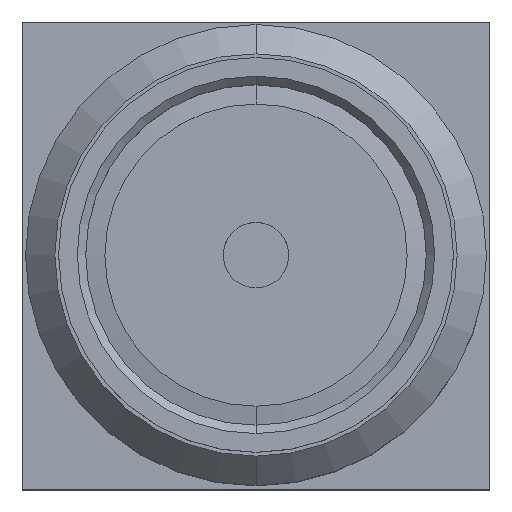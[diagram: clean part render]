
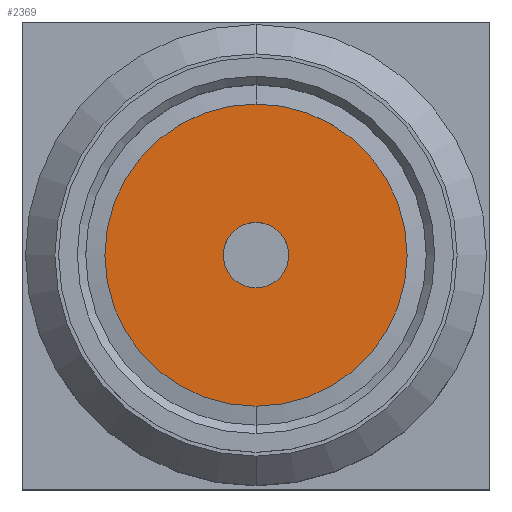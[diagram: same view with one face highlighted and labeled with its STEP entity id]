
A CAD part, top view. The second image highlights one B-rep face of the part: STEP entity #2369.
In plain terms, the highlighted planar face has unit normal (0, 0, 1).
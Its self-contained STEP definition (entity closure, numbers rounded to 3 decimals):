
#944=CARTESIAN_POINT('',(0.,0.,-2.057));
#945=DIRECTION('',(0.,0.,1.));
#946=DIRECTION('',(0.,-1.,0.));
#947=AXIS2_PLACEMENT_3D('',#944,#945,#946);
#957=CARTESIAN_POINT('',(0.,0.,-2.057));
#958=DIRECTION('',(0.,0.,-1.));
#959=DIRECTION('',(0.,-1.,0.));
#960=AXIS2_PLACEMENT_3D('',#957,#958,#959);
#962=CARTESIAN_POINT('',(0.,0.,-2.057));
#963=DIRECTION('',(0.,0.,1.));
#964=DIRECTION('',(0.,-1.,0.));
#965=AXIS2_PLACEMENT_3D('',#962,#963,#964);
#967=CARTESIAN_POINT('',(0.,0.,-2.057));
#968=DIRECTION('',(0.,0.,-1.));
#969=DIRECTION('',(0.,-1.,0.));
#970=AXIS2_PLACEMENT_3D('',#967,#968,#969);
#1011=CARTESIAN_POINT('',(0.,-0.445,-2.057));
#1013=VERTEX_POINT('',#1011);
#1014=CARTESIAN_POINT('',(0.,-2.051,-2.057));
#1016=VERTEX_POINT('',#1014);
#1047=CARTESIAN_POINT('',(0.,0.445,-2.057));
#1049=VERTEX_POINT('',#1047);
#1050=CARTESIAN_POINT('',(0.,2.051,-2.057));
#1052=VERTEX_POINT('',#1050);
#2354=CARTESIAN_POINT('',(0.,0.,-2.057));
#2355=DIRECTION('',(0.,0.,1.));
#2356=DIRECTION('',(0.,1.,0.));
#2357=AXIS2_PLACEMENT_3D('',#2354,#2355,#2356);
#2358=PLANE('',#2357);
#2359=ORIENTED_EDGE('',*,*,#2349,.T.);
#2360=ORIENTED_EDGE('',*,*,#2333,.F.);
#2361=EDGE_LOOP('',(#2359,#2360));
#2362=FACE_OUTER_BOUND('',#2361,.F.);
#2364=ORIENTED_EDGE('',*,*,#2363,.T.);
#2366=ORIENTED_EDGE('',*,*,#2365,.F.);
#2367=EDGE_LOOP('',(#2364,#2366));
#2368=FACE_BOUND('',#2367,.F.);
#2369=ADVANCED_FACE('',(#2362,#2368),#2358,.T.);
#948=CIRCLE('',#947,2.051);
#961=CIRCLE('',#960,2.051);
#966=CIRCLE('',#965,0.445);
#971=CIRCLE('',#970,0.445);
#2333=EDGE_CURVE('',#1016,#1052,#948,.T.);
#2349=EDGE_CURVE('',#1016,#1052,#961,.T.);
#2363=EDGE_CURVE('',#1013,#1049,#966,.T.);
#2365=EDGE_CURVE('',#1013,#1049,#971,.T.);
